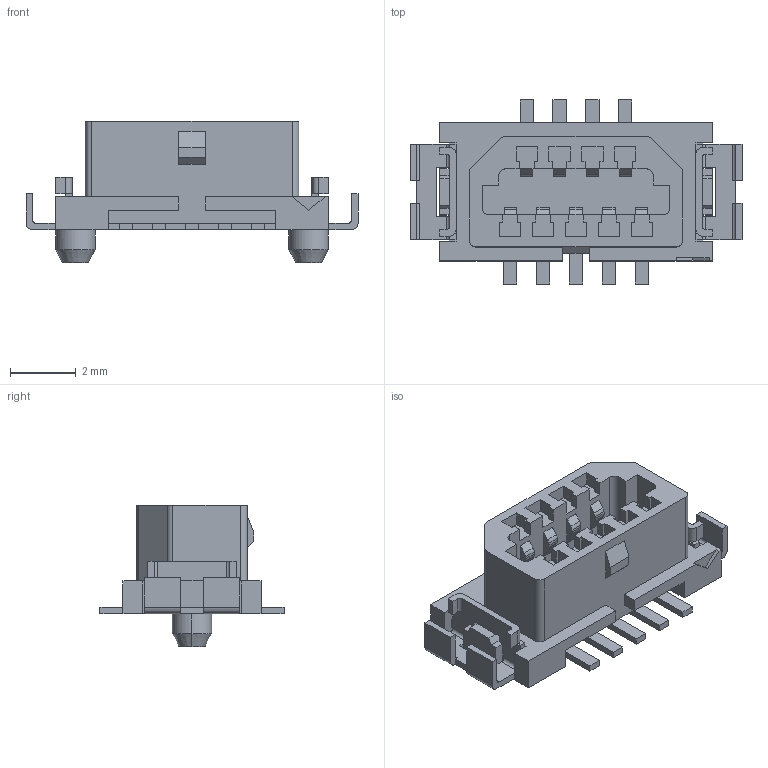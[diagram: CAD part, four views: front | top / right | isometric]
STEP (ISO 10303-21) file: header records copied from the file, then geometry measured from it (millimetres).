
FILE_DESCRIPTION(('OneSpaceDesigner STEP Export'),'2;1');
FILE_NAME('DF9-9S-1V.stp','2008-03-19T 9:37:24',(''),(''),'OneSpace Designer STEP processor for AP203 (Solid Model)','OneSpace Designer 13.00 26-Oct-2004 (C) CoCreate Software GmbH','');
FILE_SCHEMA(('CONFIG_CONTROL_DESIGN'));
Length unit declared in the file: millimetre
Products named in the file (2): DF9-9S-1V.1; DF9-9S-1V.stp
Assembly tree (1 placements, depth 2):
  DF9-9S-1V.stp
    DF9-9S-1V.1
Bounding box: 10.1 x 5.6 x 4.3 mm (x, y, z)
Volume: 64.2 mm3; surface area: 240.7 mm2
Topology: 1 solids, 1 shells, 483 faces, 1344 edges, 868 vertices
Faces by surface type: plane 399, cylinder 80, cone 4
Entity records: 14974 total; most frequent: ORIENTED_EDGE 2696, CARTESIAN_POINT 2591, DIRECTION 2334, EDGE_CURVE 1344, VECTOR 1112, LINE 1112, VERTEX_POINT 868, AXIS2_PLACEMENT_3D 611
